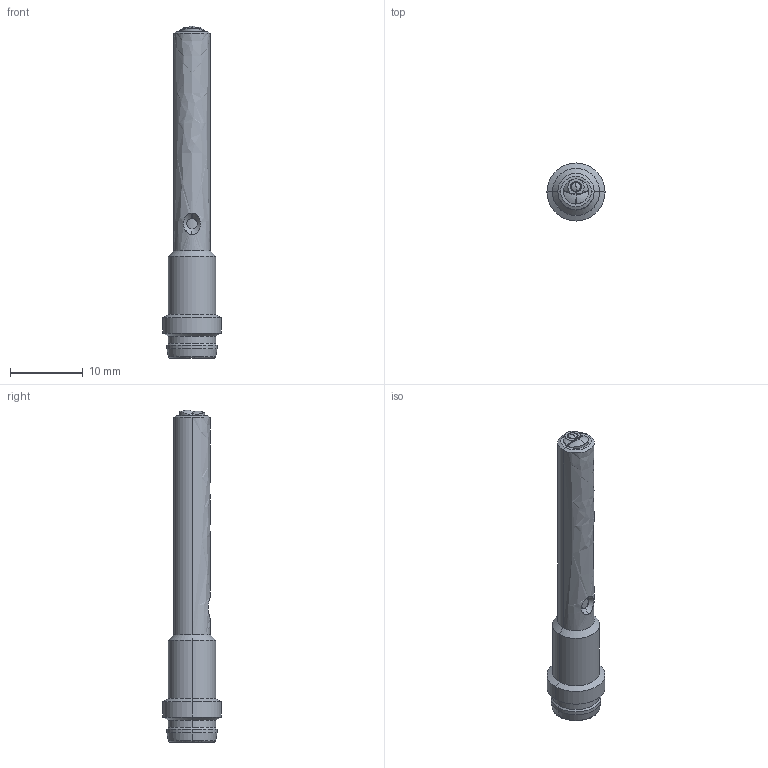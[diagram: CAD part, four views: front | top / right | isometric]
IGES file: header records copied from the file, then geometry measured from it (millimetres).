
Start section:  PTC IGES file: LxR-M05MA-NxS.igs
Global section: file name: LxR-M05MA-NxS.igs; native system: Creo Parametric by PTC Inc.; preprocessor: 2017260; author: sgonin; organization: Unknown; date: 20181001.101148; units: millimetre
Bounding box: 8 x 8 x 45.76 mm (x, y, z)
Surface area: 1011 mm2 (no closed solid volume)
Topology: 0 solids, 0 shells, 79 faces, 340 edges, 330 vertices
Faces by surface type: revolution 62, bspline 17
